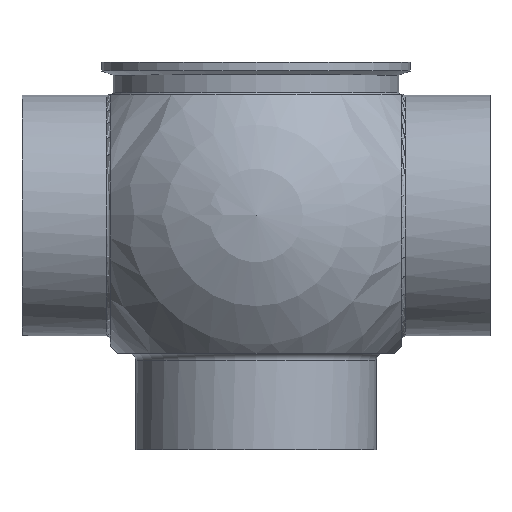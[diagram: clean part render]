
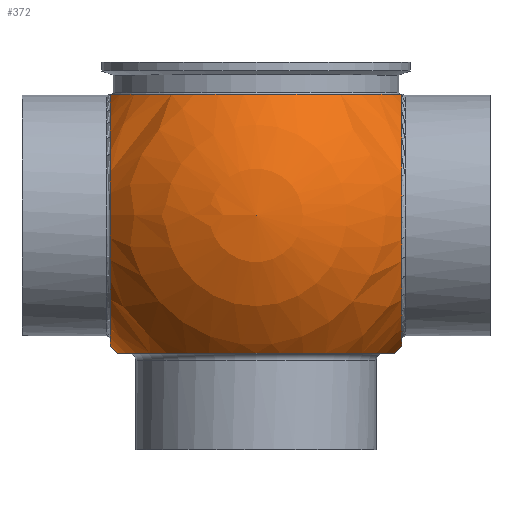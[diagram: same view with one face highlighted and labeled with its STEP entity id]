
A CAD part, top view. The second image highlights one B-rep face of the part: STEP entity #372.
In plain terms, the highlighted spherical face has radius 82.55 mm.
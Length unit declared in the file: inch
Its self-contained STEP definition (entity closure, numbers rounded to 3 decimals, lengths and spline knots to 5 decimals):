
#16=SPHERICAL_SURFACE('',#444,3.25);
#19=FACE_BOUND('',#86,.T.);
#64=FACE_OUTER_BOUND('',#85,.T.);
#85=EDGE_LOOP('',(#312,#313,#314,#315,#316,#317,#318,#319,#320,#321));
#86=EDGE_LOOP('',(#322));
#104=CIRCLE('',#416,2.16935);
#105=CIRCLE('',#418,2.54837);
#106=CIRCLE('',#419,2.54837);
#115=CIRCLE('',#431,2.16935);
#116=CIRCLE('',#432,2.16935);
#117=CIRCLE('',#433,2.16935);
#124=CIRCLE('',#443,2.30617);
#125=CIRCLE('',#445,3.25);
#126=CIRCLE('',#446,3.25);
#149=VERTEX_POINT('',#648);
#150=VERTEX_POINT('',#650);
#151=VERTEX_POINT('',#654);
#154=VERTEX_POINT('',#673);
#161=VERTEX_POINT('',#694);
#162=VERTEX_POINT('',#696);
#168=VERTEX_POINT('',#714);
#169=VERTEX_POINT('',#717);
#170=VERTEX_POINT('',#719);
#195=EDGE_CURVE('',#150,#149,#104,.T.);
#197=EDGE_CURVE('',#150,#151,#105,.T.);
#201=EDGE_CURVE('',#154,#149,#106,.T.);
#211=EDGE_CURVE('',#161,#151,#115,.T.);
#212=EDGE_CURVE('',#162,#161,#116,.T.);
#213=EDGE_CURVE('',#154,#162,#117,.T.);
#221=EDGE_CURVE('',#168,#168,#124,.T.);
#222=EDGE_CURVE('',#169,#162,#125,.T.);
#223=EDGE_CURVE('',#161,#170,#126,.T.);
#312=ORIENTED_EDGE('',*,*,#195,.T.);
#313=ORIENTED_EDGE('',*,*,#201,.F.);
#314=ORIENTED_EDGE('',*,*,#213,.T.);
#315=ORIENTED_EDGE('',*,*,#222,.F.);
#316=ORIENTED_EDGE('',*,*,#222,.T.);
#317=ORIENTED_EDGE('',*,*,#212,.T.);
#318=ORIENTED_EDGE('',*,*,#223,.T.);
#319=ORIENTED_EDGE('',*,*,#223,.F.);
#320=ORIENTED_EDGE('',*,*,#211,.T.);
#321=ORIENTED_EDGE('',*,*,#197,.F.);
#322=ORIENTED_EDGE('',*,*,#221,.T.);
#372=ADVANCED_FACE('',(#64,#19),#16,.T.);
#416=AXIS2_PLACEMENT_3D('',#651,#502,#503);
#418=AXIS2_PLACEMENT_3D('',#655,#507,#508);
#419=AXIS2_PLACEMENT_3D('',#675,#511,#512);
#431=AXIS2_PLACEMENT_3D('',#695,#536,#537);
#432=AXIS2_PLACEMENT_3D('',#697,#538,#539);
#433=AXIS2_PLACEMENT_3D('',#698,#540,#541);
#443=AXIS2_PLACEMENT_3D('',#715,#561,#562);
#444=AXIS2_PLACEMENT_3D('',#716,#563,#564);
#445=AXIS2_PLACEMENT_3D('',#718,#565,#566);
#446=AXIS2_PLACEMENT_3D('',#720,#567,#568);
#502=DIRECTION('center_axis',(-1.,0.,0.));
#503=DIRECTION('ref_axis',(0.,0.,-1.));
#507=DIRECTION('center_axis',(0.,1.,0.));
#508=DIRECTION('ref_axis',(1.,0.,0.));
#511=DIRECTION('center_axis',(0.,1.,0.));
#512=DIRECTION('ref_axis',(1.,0.,0.));
#536=DIRECTION('center_axis',(1.,0.,0.));
#537=DIRECTION('ref_axis',(0.,0.,1.));
#538=DIRECTION('center_axis',(1.,0.,0.));
#539=DIRECTION('ref_axis',(0.,0.,1.));
#540=DIRECTION('center_axis',(1.,0.,0.));
#541=DIRECTION('ref_axis',(0.,0.,1.));
#561=DIRECTION('center_axis',(0.,1.,0.));
#562=DIRECTION('ref_axis',(1.,0.,0.));
#563=DIRECTION('center_axis',(0.,0.,1.));
#564=DIRECTION('ref_axis',(1.,0.,0.));
#565=DIRECTION('center_axis',(0.,-1.,0.));
#566=DIRECTION('ref_axis',(-1.,0.,0.));
#567=DIRECTION('center_axis',(0.,-1.,0.));
#568=DIRECTION('ref_axis',(-1.,0.,0.));
#648=CARTESIAN_POINT('',(2.42,2.017,0.79863));
#650=CARTESIAN_POINT('',(2.42,2.017,-0.79863));
#651=CARTESIAN_POINT('Origin',(2.42,0.,0.));
#654=CARTESIAN_POINT('',(-2.42,2.017,-0.79863));
#655=CARTESIAN_POINT('Origin',(0.,2.017,0.));
#673=CARTESIAN_POINT('',(-2.42,2.017,0.79863));
#675=CARTESIAN_POINT('Origin',(0.,2.017,0.));
#694=CARTESIAN_POINT('',(-2.42,0.,-2.16935));
#695=CARTESIAN_POINT('Origin',(-2.42,0.,0.));
#696=CARTESIAN_POINT('',(-2.42,0.,2.16935));
#697=CARTESIAN_POINT('Origin',(-2.42,0.,0.));
#698=CARTESIAN_POINT('Origin',(-2.42,0.,0.));
#714=CARTESIAN_POINT('',(2.30617,-2.29,0.));
#715=CARTESIAN_POINT('Origin',(0.,-2.29,0.));
#716=CARTESIAN_POINT('Origin',(0.,0.,0.));
#717=CARTESIAN_POINT('',(0.,0.,3.25));
#718=CARTESIAN_POINT('Origin',(0.,0.,0.));
#719=CARTESIAN_POINT('',(0.,0.,-3.25));
#720=CARTESIAN_POINT('Origin',(0.,0.,0.));
